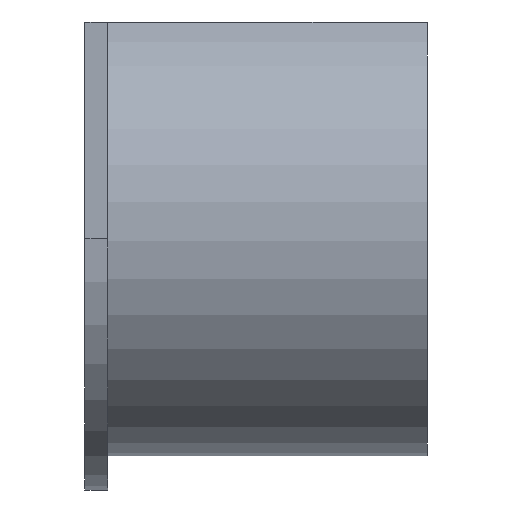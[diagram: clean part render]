
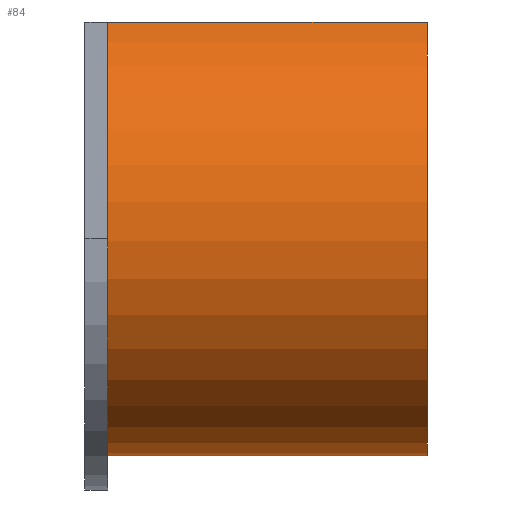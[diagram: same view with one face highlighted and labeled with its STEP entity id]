
A CAD part, left-side view. The second image highlights one B-rep face of the part: STEP entity #84.
In plain terms, the highlighted cylindrical face has radius 10 mm (diameter 20 mm), a partial arc.
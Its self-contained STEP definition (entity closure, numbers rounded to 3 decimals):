
#2 = FACE_OUTER_BOUND ( 'NONE', #578, .T. ) ;
#30 = CARTESIAN_POINT ( 'NONE',  ( -4.359, 14., 9. ) ) ;
#84 = ADVANCED_FACE ( 'NONE', ( #2 ), #443, .T. ) ;
#88 = AXIS2_PLACEMENT_3D ( 'NONE', #1450, #154, #1473 ) ;
#154 = DIRECTION ( 'NONE',  ( 0., 1., 0. ) ) ;
#213 = VERTEX_POINT ( 'NONE', #521 ) ;
#242 = DIRECTION ( 'NONE',  ( 0., 1., 0. ) ) ;
#319 = VECTOR ( 'NONE', #514, 1000. ) ;
#443 = CYLINDRICAL_SURFACE ( 'NONE', #936, 10. ) ;
#471 = CARTESIAN_POINT ( 'NONE',  ( 0., 0., 0. ) ) ;
#481 = VERTEX_POINT ( 'NONE', #1579 ) ;
#507 = VERTEX_POINT ( 'NONE', #946 ) ;
#514 = DIRECTION ( 'NONE',  ( 0., 1., 0. ) ) ;
#521 = CARTESIAN_POINT ( 'NONE',  ( -4.359, 14., 9. ) ) ;
#556 = EDGE_CURVE ( 'NONE', #481, #213, #801, .T. ) ;
#573 = CARTESIAN_POINT ( 'NONE',  ( 0., 14., 0. ) ) ;
#578 = EDGE_LOOP ( 'NONE', ( #949, #657, #875, #1087 ) ) ;
#618 = EDGE_CURVE ( 'NONE', #481, #507, #1220, .T. ) ;
#657 = ORIENTED_EDGE ( 'NONE', *, *, #618, .T. ) ;
#733 = CARTESIAN_POINT ( 'NONE',  ( 0., 14., -10. ) ) ;
#752 = LINE ( 'NONE', #30, #319 ) ;
#801 = CIRCLE ( 'NONE', #88, 10. ) ;
#875 = ORIENTED_EDGE ( 'NONE', *, *, #1287, .T. ) ;
#912 = CIRCLE ( 'NONE', #1061, 10. ) ;
#936 = AXIS2_PLACEMENT_3D ( 'NONE', #573, #969, #1554 ) ;
#946 = CARTESIAN_POINT ( 'NONE',  ( 0., 0., -10. ) ) ;
#949 = ORIENTED_EDGE ( 'NONE', *, *, #556, .F. ) ;
#969 = DIRECTION ( 'NONE',  ( 0., -1., 0. ) ) ;
#976 = DIRECTION ( 'NONE',  ( 0., -1., 0. ) ) ;
#1061 = AXIS2_PLACEMENT_3D ( 'NONE', #471, #242, #1076 ) ;
#1076 = DIRECTION ( 'NONE',  ( 0., 0., 1. ) ) ;
#1087 = ORIENTED_EDGE ( 'NONE', *, *, #1564, .T. ) ;
#1123 = VERTEX_POINT ( 'NONE', #1481 ) ;
#1220 = LINE ( 'NONE', #733, #1443 ) ;
#1287 = EDGE_CURVE ( 'NONE', #507, #1123, #912, .T. ) ;
#1443 = VECTOR ( 'NONE', #976, 1000. ) ;
#1450 = CARTESIAN_POINT ( 'NONE',  ( 0., 14., 0. ) ) ;
#1473 = DIRECTION ( 'NONE',  ( 0., 0., 1. ) ) ;
#1481 = CARTESIAN_POINT ( 'NONE',  ( -4.359, 0., 9. ) ) ;
#1554 = DIRECTION ( 'NONE',  ( 0., 0., -1. ) ) ;
#1564 = EDGE_CURVE ( 'NONE', #1123, #213, #752, .T. ) ;
#1579 = CARTESIAN_POINT ( 'NONE',  ( 0., 14., -10. ) ) ;
